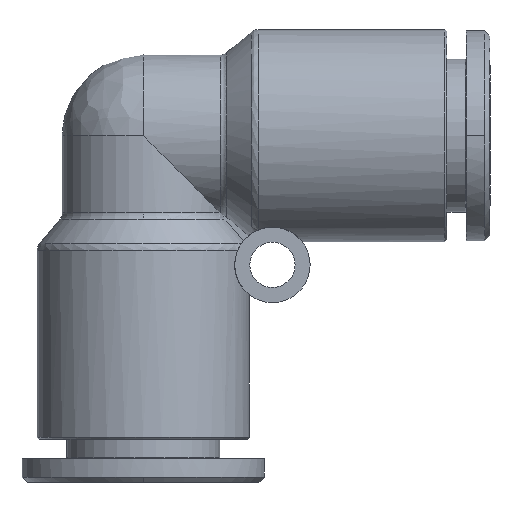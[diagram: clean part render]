
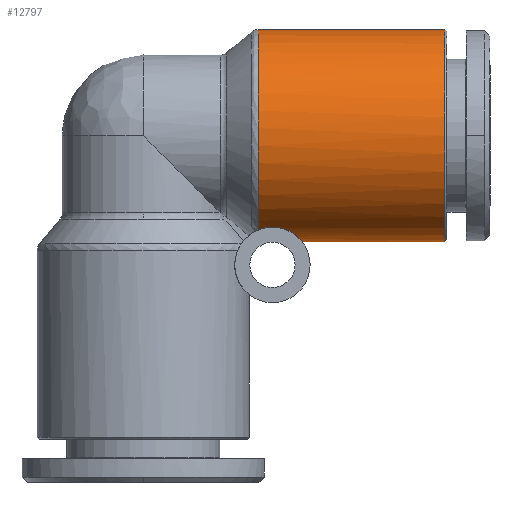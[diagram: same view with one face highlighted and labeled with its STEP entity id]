
A CAD part, front view. The second image highlights one B-rep face of the part: STEP entity #12797.
In plain terms, the highlighted cylindrical face has radius 9.85 mm (diameter 19.7 mm), a partial arc.
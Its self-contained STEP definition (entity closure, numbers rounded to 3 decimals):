
#462 = CARTESIAN_POINT ( 'NONE',  ( -2.264, 0., 0. ) ) ;
#773 = EDGE_CURVE ( 'NONE', #2890, #14161, #1085, .T. ) ;
#1085 = CIRCLE ( 'NONE', #16666, 9.85 ) ;
#1635 = ORIENTED_EDGE ( 'NONE', *, *, #21179, .F. ) ;
#1703 = CARTESIAN_POINT ( 'NONE',  ( 5.372, 0., -9.85 ) ) ;
#2085 = CARTESIAN_POINT ( 'NONE',  ( -0.928, -4.977, -8.5 ) ) ;
#2266 = CARTESIAN_POINT ( 'NONE',  ( 0.108, -4.718, -8.647 ) ) ;
#2890 = VERTEX_POINT ( 'NONE', #8281 ) ;
#3086 = CARTESIAN_POINT ( 'NONE',  ( 5.372, 0., 9.85 ) ) ;
#3164 = B_SPLINE_CURVE_WITH_KNOTS ( 'NONE', 3,
 ( #6193, #21787, #8181, #12176, #22039, #19876, #10112, #9941, #8093, #21958, #17974, #10201, #2266, #8277, #15880, #25773, #12013, #2085 ),
 .UNSPECIFIED., .F., .F.,
 ( 4, 2, 2, 2, 2, 2, 2, 2, 4 ),
 ( 0., 0.002, 0.002, 0.003, 0.004, 0.005, 0.006, 0.006, 0.006 ),
 .UNSPECIFIED. ) ;
#3256 = ORIENTED_EDGE ( 'NONE', *, *, #773, .T. ) ;
#3643 = VERTEX_POINT ( 'NONE', #10780 ) ;
#3776 = DIRECTION ( 'NONE',  ( 1., 0., 0. ) ) ;
#3956 = CARTESIAN_POINT ( 'NONE',  ( -2.08, -4.642, -8.689 ) ) ;
#4042 = CARTESIAN_POINT ( 'NONE',  ( -1.42, -4.932, -8.527 ) ) ;
#4413 = AXIS2_PLACEMENT_3D ( 'NONE', #25636, #3776, #21817 ) ;
#5449 = AXIS2_PLACEMENT_3D ( 'NONE', #462, #14273, #14454 ) ;
#5476 = EDGE_LOOP ( 'NONE', ( #17092, #1635, #10990, #25393, #14420, #3256 ) ) ;
#5948 = CARTESIAN_POINT ( 'NONE',  ( -1.872, -4.764, -8.622 ) ) ;
#6193 = CARTESIAN_POINT ( 'NONE',  ( 1.833, 0., -9.85 ) ) ;
#7307 = DIRECTION ( 'NONE',  ( 1., 0., 0. ) ) ;
#8093 = CARTESIAN_POINT ( 'NONE',  ( 1.142, -3.596, -9.173 ) ) ;
#8122 = CARTESIAN_POINT ( 'NONE',  ( -1.173, -4.977, -8.5 ) ) ;
#8181 = CARTESIAN_POINT ( 'NONE',  ( 1.8, -1.076, -9.805 ) ) ;
#8277 = CARTESIAN_POINT ( 'NONE',  ( -0.263, -4.871, -8.561 ) ) ;
#8281 = CARTESIAN_POINT ( 'NONE',  ( 15.072, 0., -9.85 ) ) ;
#9069 = LINE ( 'NONE', #3086, #14307 ) ;
#9941 = CARTESIAN_POINT ( 'NONE',  ( 1.255, -3.364, -9.261 ) ) ;
#10112 = CARTESIAN_POINT ( 'NONE',  ( 1.442, -2.883, -9.422 ) ) ;
#10201 = CARTESIAN_POINT ( 'NONE',  ( 0.326, -4.574, -8.726 ) ) ;
#10780 = CARTESIAN_POINT ( 'NONE',  ( -0.928, -4.977, -8.5 ) ) ;
#10781 = CARTESIAN_POINT ( 'NONE',  ( 1.833, 0., -9.85 ) ) ;
#10990 = ORIENTED_EDGE ( 'NONE', *, *, #12795, .F. ) ;
#10993 = VERTEX_POINT ( 'NONE', #15492 ) ;
#11960 = EDGE_CURVE ( 'NONE', #10993, #14161, #9069, .T. ) ;
#12013 = CARTESIAN_POINT ( 'NONE',  ( -0.793, -4.977, -8.5 ) ) ;
#12176 = CARTESIAN_POINT ( 'NONE',  ( 1.689, -1.861, -9.676 ) ) ;
#12795 = EDGE_CURVE ( 'NONE', #3643, #14624, #18342, .T. ) ;
#12797 = ADVANCED_FACE ( 'NONE', ( #13637 ), #20784, .T. ) ;
#13637 = FACE_OUTER_BOUND ( 'NONE', #5476, .T. ) ;
#14008 = CARTESIAN_POINT ( 'NONE',  ( -0.928, -4.977, -8.5 ) ) ;
#14161 = VERTEX_POINT ( 'NONE', #17137 ) ;
#14224 = VECTOR ( 'NONE', #7307, 1000. ) ;
#14273 = DIRECTION ( 'NONE',  ( -1., 0., 0. ) ) ;
#14307 = VECTOR ( 'NONE', #19032, 1000. ) ;
#14420 = ORIENTED_EDGE ( 'NONE', *, *, #24348, .T. ) ;
#14454 = DIRECTION ( 'NONE',  ( 0., 0., -1. ) ) ;
#14624 = VERTEX_POINT ( 'NONE', #18956 ) ;
#15492 = CARTESIAN_POINT ( 'NONE',  ( -2.264, 0., 9.85 ) ) ;
#15590 = DIRECTION ( 'NONE',  ( 0., 0., -1. ) ) ;
#15880 = CARTESIAN_POINT ( 'NONE',  ( -0.391, -4.91, -8.539 ) ) ;
#16666 = AXIS2_PLACEMENT_3D ( 'NONE', #21756, #23754, #15590 ) ;
#17092 = ORIENTED_EDGE ( 'NONE', *, *, #11960, .F. ) ;
#17137 = CARTESIAN_POINT ( 'NONE',  ( 15.072, 0., 9.85 ) ) ;
#17227 = VERTEX_POINT ( 'NONE', #10781 ) ;
#17479 = EDGE_CURVE ( 'NONE', #17227, #3643, #3164, .T. ) ;
#17639 = LINE ( 'NONE', #1703, #14224 ) ;
#17914 = CARTESIAN_POINT ( 'NONE',  ( -2.264, -4.494, -8.765 ) ) ;
#17974 = CARTESIAN_POINT ( 'NONE',  ( 0.709, -4.226, -8.9 ) ) ;
#18342 = B_SPLINE_CURVE_WITH_KNOTS ( 'NONE', 3,
 ( #14008, #8122, #4042, #5948, #3956, #17914 ),
 .UNSPECIFIED., .F., .F.,
 ( 4, 2, 4 ),
 ( 0.006, 0.007, 0.008 ),
 .UNSPECIFIED. ) ;
#18956 = CARTESIAN_POINT ( 'NONE',  ( -2.264, -4.494, -8.765 ) ) ;
#19032 = DIRECTION ( 'NONE',  ( 1., 0., 0. ) ) ;
#19876 = CARTESIAN_POINT ( 'NONE',  ( 1.518, -2.633, -9.495 ) ) ;
#20729 = CIRCLE ( 'NONE', #5449, 9.85 ) ;
#20784 = CYLINDRICAL_SURFACE ( 'NONE', #4413, 9.85 ) ;
#21179 = EDGE_CURVE ( 'NONE', #14624, #10993, #20729, .T. ) ;
#21756 = CARTESIAN_POINT ( 'NONE',  ( 15.072, 0., 0. ) ) ;
#21787 = CARTESIAN_POINT ( 'NONE',  ( 1.833, -0.543, -9.85 ) ) ;
#21817 = DIRECTION ( 'NONE',  ( 0., 0., -1. ) ) ;
#21958 = CARTESIAN_POINT ( 'NONE',  ( 0.868, -4.028, -8.992 ) ) ;
#22039 = CARTESIAN_POINT ( 'NONE',  ( 1.642, -2.12, -9.623 ) ) ;
#23754 = DIRECTION ( 'NONE',  ( -1., 0., 0. ) ) ;
#24348 = EDGE_CURVE ( 'NONE', #17227, #2890, #17639, .T. ) ;
#25393 = ORIENTED_EDGE ( 'NONE', *, *, #17479, .F. ) ;
#25636 = CARTESIAN_POINT ( 'NONE',  ( 5.372, 0., 0. ) ) ;
#25773 = CARTESIAN_POINT ( 'NONE',  ( -0.655, -4.963, -8.508 ) ) ;
